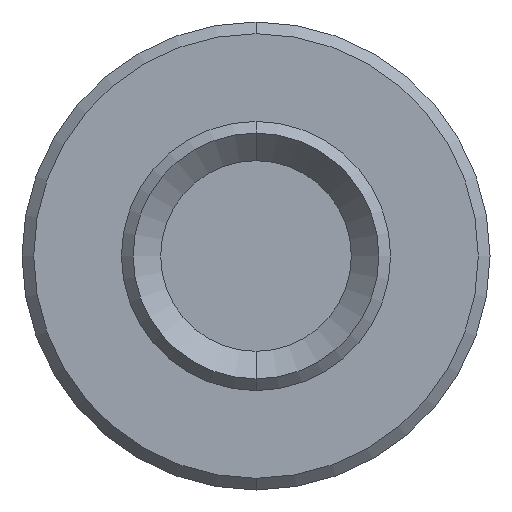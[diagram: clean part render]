
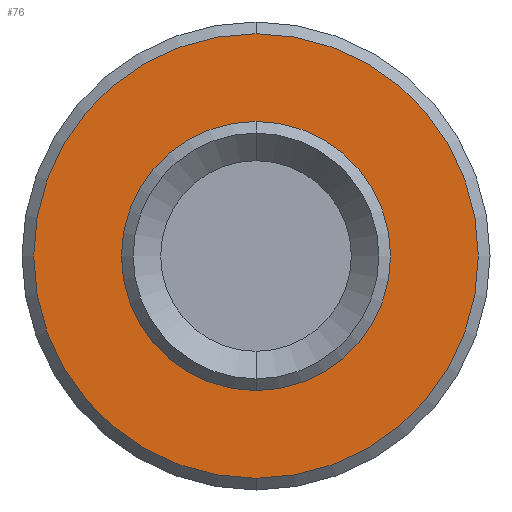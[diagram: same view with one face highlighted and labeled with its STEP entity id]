
A CAD part, front view. The second image highlights one B-rep face of the part: STEP entity #76.
In plain terms, the highlighted planar face has unit normal (0, -1, 0).
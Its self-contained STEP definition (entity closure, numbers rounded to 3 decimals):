
#1 = ORIENTED_EDGE ( 'NONE', *, *, #96, .F. ) ;
#2 = EDGE_LOOP ( 'NONE', ( #81, #1 ) ) ;
#4 = EDGE_CURVE ( 'NONE', #97, #72, #228, .T. ) ;
#40 = VERTEX_POINT ( 'NONE', #298 ) ;
#42 = VERTEX_POINT ( 'NONE', #395 ) ;
#48 = EDGE_LOOP ( 'NONE', ( #60, #62 ) ) ;
#60 = ORIENTED_EDGE ( 'NONE', *, *, #61, .T. ) ;
#61 = EDGE_CURVE ( 'NONE', #40, #42, #296, .T. ) ;
#62 = ORIENTED_EDGE ( 'NONE', *, *, #122, .T. ) ;
#72 = VERTEX_POINT ( 'NONE', #313 ) ;
#76 = ADVANCED_FACE ( 'NONE', ( #312, #311 ), #407, .F. ) ;
#81 = ORIENTED_EDGE ( 'NONE', *, *, #4, .F. ) ;
#96 = EDGE_CURVE ( 'NONE', #72, #97, #362, .T. ) ;
#97 = VERTEX_POINT ( 'NONE', #357 ) ;
#122 = EDGE_CURVE ( 'NONE', #42, #40, #245, .T. ) ;
#197 = DIRECTION ( 'NONE',  ( 0., 0., 1. ) ) ;
#198 = DIRECTION ( 'NONE',  ( 0., -1., 0. ) ) ;
#199 = CARTESIAN_POINT ( 'NONE',  ( 0., 0., 0. ) ) ;
#223 = AXIS2_PLACEMENT_3D ( 'NONE', #199, #198, #197 ) ;
#228 = CIRCLE ( 'NONE', #223, 1.15 ) ;
#242 = DIRECTION ( 'NONE',  ( 0., -1., 0. ) ) ;
#243 = CARTESIAN_POINT ( 'NONE',  ( 0., 0., 0. ) ) ;
#244 = AXIS2_PLACEMENT_3D ( 'NONE', #243, #242, #294 ) ;
#245 = CIRCLE ( 'NONE', #244, 1.9 ) ;
#294 = DIRECTION ( 'NONE',  ( 0., 0., 1. ) ) ;
#295 = CARTESIAN_POINT ( 'NONE',  ( 0., 0., 0. ) ) ;
#296 = CIRCLE ( 'NONE', #373, 1.9 ) ;
#298 = CARTESIAN_POINT ( 'NONE',  ( 0., 0., 1.9 ) ) ;
#311 = FACE_BOUND ( 'NONE', #2, .T. ) ;
#312 = FACE_OUTER_BOUND ( 'NONE', #48, .T. ) ;
#313 = CARTESIAN_POINT ( 'NONE',  ( 0., 0., -1.15 ) ) ;
#357 = CARTESIAN_POINT ( 'NONE',  ( 0., 0., 1.15 ) ) ;
#358 = DIRECTION ( 'NONE',  ( 0., 0., 1. ) ) ;
#359 = DIRECTION ( 'NONE',  ( 0., -1., 0. ) ) ;
#360 = CARTESIAN_POINT ( 'NONE',  ( 0., 0., 0. ) ) ;
#361 = AXIS2_PLACEMENT_3D ( 'NONE', #360, #359, #358 ) ;
#362 = CIRCLE ( 'NONE', #361, 1.15 ) ;
#371 = DIRECTION ( 'NONE',  ( 0., 0., 1. ) ) ;
#372 = DIRECTION ( 'NONE',  ( 0., -1., 0. ) ) ;
#373 = AXIS2_PLACEMENT_3D ( 'NONE', #295, #372, #371 ) ;
#376 = DIRECTION ( 'NONE',  ( 0., 0., 1. ) ) ;
#395 = CARTESIAN_POINT ( 'NONE',  ( 0., 0., -1.9 ) ) ;
#404 = DIRECTION ( 'NONE',  ( 0., 1., 0. ) ) ;
#405 = CARTESIAN_POINT ( 'NONE',  ( 0., 0., 0. ) ) ;
#406 = AXIS2_PLACEMENT_3D ( 'NONE', #405, #404, #376 ) ;
#407 = PLANE ( 'NONE',  #406 ) ;
